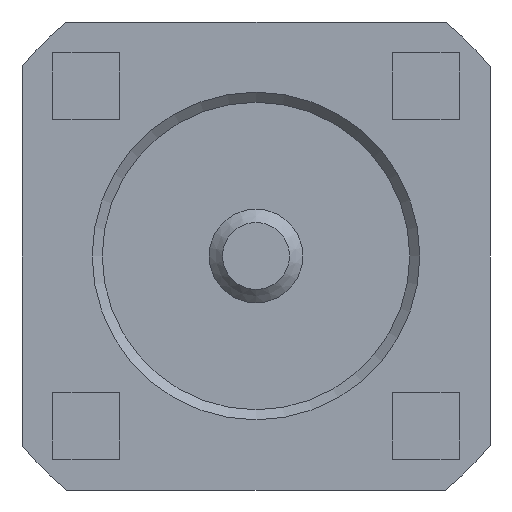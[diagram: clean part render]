
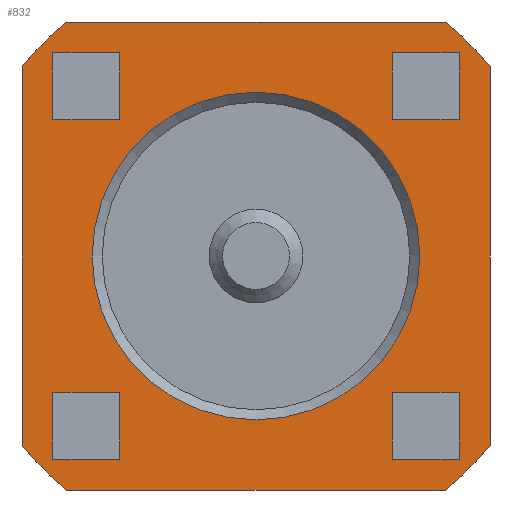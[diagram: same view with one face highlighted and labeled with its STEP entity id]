
A CAD part, front view. The second image highlights one B-rep face of the part: STEP entity #832.
In plain terms, the highlighted planar face has unit normal (0, -1, 0).
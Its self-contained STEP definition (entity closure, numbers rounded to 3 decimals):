
#25=LINE('',#1275,#97);
#29=LINE('',#1287,#101);
#33=LINE('',#1299,#105);
#37=LINE('',#1311,#109);
#40=LINE('',#1321,#112);
#41=LINE('',#1324,#113);
#42=LINE('',#1326,#114);
#43=LINE('',#1328,#115);
#44=LINE('',#1329,#116);
#45=LINE('',#1332,#117);
#46=LINE('',#1334,#118);
#47=LINE('',#1336,#119);
#48=LINE('',#1337,#120);
#49=LINE('',#1340,#121);
#50=LINE('',#1342,#122);
#51=LINE('',#1344,#123);
#52=LINE('',#1345,#124);
#53=LINE('',#1348,#125);
#54=LINE('',#1350,#126);
#55=LINE('',#1352,#127);
#97=VECTOR('',#1027,1000.);
#101=VECTOR('',#1039,1000.);
#105=VECTOR('',#1051,1000.);
#109=VECTOR('',#1063,1000.);
#112=VECTOR('',#1076,1000.);
#113=VECTOR('',#1077,1000.);
#114=VECTOR('',#1078,1000.);
#115=VECTOR('',#1079,1000.);
#116=VECTOR('',#1080,1000.);
#117=VECTOR('',#1081,1000.);
#118=VECTOR('',#1082,1000.);
#119=VECTOR('',#1083,1000.);
#120=VECTOR('',#1084,1000.);
#121=VECTOR('',#1085,1000.);
#122=VECTOR('',#1086,1000.);
#123=VECTOR('',#1087,1000.);
#124=VECTOR('',#1088,1000.);
#125=VECTOR('',#1089,1000.);
#126=VECTOR('',#1090,1000.);
#127=VECTOR('',#1091,1000.);
#187=PLANE('',#922);
#280=ORIENTED_EDGE('',*,*,#431,.F.);
#281=ORIENTED_EDGE('',*,*,#471,.T.);
#282=ORIENTED_EDGE('',*,*,#472,.T.);
#283=ORIENTED_EDGE('',*,*,#473,.T.);
#284=ORIENTED_EDGE('',*,*,#474,.T.);
#285=ORIENTED_EDGE('',*,*,#475,.T.);
#286=ORIENTED_EDGE('',*,*,#476,.T.);
#287=ORIENTED_EDGE('',*,*,#477,.T.);
#288=ORIENTED_EDGE('',*,*,#478,.T.);
#289=ORIENTED_EDGE('',*,*,#479,.T.);
#290=ORIENTED_EDGE('',*,*,#480,.T.);
#291=ORIENTED_EDGE('',*,*,#481,.T.);
#292=ORIENTED_EDGE('',*,*,#482,.T.);
#293=ORIENTED_EDGE('',*,*,#483,.T.);
#294=ORIENTED_EDGE('',*,*,#484,.T.);
#295=ORIENTED_EDGE('',*,*,#485,.T.);
#296=ORIENTED_EDGE('',*,*,#486,.T.);
#297=ORIENTED_EDGE('',*,*,#448,.F.);
#298=ORIENTED_EDGE('',*,*,#469,.F.);
#299=ORIENTED_EDGE('',*,*,#466,.F.);
#300=ORIENTED_EDGE('',*,*,#463,.F.);
#301=ORIENTED_EDGE('',*,*,#460,.F.);
#302=ORIENTED_EDGE('',*,*,#457,.F.);
#303=ORIENTED_EDGE('',*,*,#454,.F.);
#304=ORIENTED_EDGE('',*,*,#451,.F.);
#431=EDGE_CURVE('',#539,#539,#617,.T.);
#448=EDGE_CURVE('',#556,#557,#25,.T.);
#451=EDGE_CURVE('',#557,#559,#631,.T.);
#454=EDGE_CURVE('',#559,#561,#29,.T.);
#457=EDGE_CURVE('',#561,#563,#633,.T.);
#460=EDGE_CURVE('',#563,#565,#33,.T.);
#463=EDGE_CURVE('',#565,#567,#635,.T.);
#466=EDGE_CURVE('',#567,#569,#37,.T.);
#469=EDGE_CURVE('',#569,#556,#637,.T.);
#471=EDGE_CURVE('',#571,#572,#40,.T.);
#472=EDGE_CURVE('',#572,#573,#41,.T.);
#473=EDGE_CURVE('',#573,#574,#42,.T.);
#474=EDGE_CURVE('',#574,#571,#43,.T.);
#475=EDGE_CURVE('',#575,#576,#44,.T.);
#476=EDGE_CURVE('',#576,#577,#45,.T.);
#477=EDGE_CURVE('',#577,#578,#46,.T.);
#478=EDGE_CURVE('',#578,#575,#47,.T.);
#479=EDGE_CURVE('',#579,#580,#48,.T.);
#480=EDGE_CURVE('',#580,#581,#49,.T.);
#481=EDGE_CURVE('',#581,#582,#50,.T.);
#482=EDGE_CURVE('',#582,#579,#51,.T.);
#483=EDGE_CURVE('',#583,#584,#52,.T.);
#484=EDGE_CURVE('',#584,#585,#53,.T.);
#485=EDGE_CURVE('',#585,#586,#54,.T.);
#486=EDGE_CURVE('',#586,#583,#55,.T.);
#539=VERTEX_POINT('',#1231);
#556=VERTEX_POINT('',#1274);
#557=VERTEX_POINT('',#1276);
#559=VERTEX_POINT('',#1282);
#561=VERTEX_POINT('',#1288);
#563=VERTEX_POINT('',#1294);
#565=VERTEX_POINT('',#1300);
#567=VERTEX_POINT('',#1306);
#569=VERTEX_POINT('',#1312);
#571=VERTEX_POINT('',#1322);
#572=VERTEX_POINT('',#1323);
#573=VERTEX_POINT('',#1325);
#574=VERTEX_POINT('',#1327);
#575=VERTEX_POINT('',#1330);
#576=VERTEX_POINT('',#1331);
#577=VERTEX_POINT('',#1333);
#578=VERTEX_POINT('',#1335);
#579=VERTEX_POINT('',#1338);
#580=VERTEX_POINT('',#1339);
#581=VERTEX_POINT('',#1341);
#582=VERTEX_POINT('',#1343);
#583=VERTEX_POINT('',#1346);
#584=VERTEX_POINT('',#1347);
#585=VERTEX_POINT('',#1349);
#586=VERTEX_POINT('',#1351);
#617=CIRCLE('',#882,1.225);
#631=CIRCLE('',#907,2.25);
#633=CIRCLE('',#911,2.25);
#635=CIRCLE('',#915,2.25);
#637=CIRCLE('',#919,2.25);
#684=EDGE_LOOP('',(#280));
#685=EDGE_LOOP('',(#281,#282,#283,#284));
#686=EDGE_LOOP('',(#285,#286,#287,#288));
#687=EDGE_LOOP('',(#289,#290,#291,#292));
#688=EDGE_LOOP('',(#293,#294,#295,#296));
#689=EDGE_LOOP('',(#297,#298,#299,#300,#301,#302,#303,#304));
#762=FACE_BOUND('',#684,.T.);
#763=FACE_BOUND('',#685,.T.);
#764=FACE_BOUND('',#686,.T.);
#765=FACE_BOUND('',#687,.T.);
#766=FACE_BOUND('',#688,.T.);
#767=FACE_BOUND('',#689,.T.);
#832=ADVANCED_FACE('',(#762,#763,#764,#765,#766,#767),#187,.F.);
#882=AXIS2_PLACEMENT_3D('',#1230,#976,#977);
#907=AXIS2_PLACEMENT_3D('',#1281,#1032,#1033);
#911=AXIS2_PLACEMENT_3D('',#1293,#1044,#1045);
#915=AXIS2_PLACEMENT_3D('',#1305,#1056,#1057);
#919=AXIS2_PLACEMENT_3D('',#1317,#1068,#1069);
#922=AXIS2_PLACEMENT_3D('',#1320,#1074,#1075);
#976=DIRECTION('',(0.,-1.,0.));
#977=DIRECTION('',(1.,0.,0.));
#1027=DIRECTION('',(0.,0.,1.));
#1032=DIRECTION('',(0.,1.,0.));
#1033=DIRECTION('',(1.,0.,0.));
#1039=DIRECTION('',(1.,0.,0.));
#1044=DIRECTION('',(0.,1.,0.));
#1045=DIRECTION('',(1.,0.,0.));
#1051=DIRECTION('',(0.,0.,-1.));
#1056=DIRECTION('',(0.,1.,0.));
#1057=DIRECTION('',(1.,0.,0.));
#1063=DIRECTION('',(-1.,0.,0.));
#1068=DIRECTION('',(0.,1.,0.));
#1069=DIRECTION('',(1.,0.,0.));
#1074=DIRECTION('',(0.,1.,0.));
#1075=DIRECTION('',(0.,0.,1.));
#1076=DIRECTION('',(-1.,0.,0.));
#1077=DIRECTION('',(0.,0.,1.));
#1078=DIRECTION('',(1.,0.,0.));
#1079=DIRECTION('',(0.,0.,-1.));
#1080=DIRECTION('',(-1.,0.,0.));
#1081=DIRECTION('',(0.,0.,1.));
#1082=DIRECTION('',(1.,0.,0.));
#1083=DIRECTION('',(0.,0.,-1.));
#1084=DIRECTION('',(-1.,0.,0.));
#1085=DIRECTION('',(0.,0.,1.));
#1086=DIRECTION('',(1.,0.,0.));
#1087=DIRECTION('',(0.,0.,-1.));
#1088=DIRECTION('',(-1.,0.,0.));
#1089=DIRECTION('',(0.,0.,1.));
#1090=DIRECTION('',(1.,0.,0.));
#1091=DIRECTION('',(0.,0.,-1.));
#1230=CARTESIAN_POINT('',(0.,1.,0.));
#1231=CARTESIAN_POINT('',(1.225,1.,0.));
#1274=CARTESIAN_POINT('',(-1.75,1.,-1.414));
#1275=CARTESIAN_POINT('',(-1.75,1.,-1.414));
#1276=CARTESIAN_POINT('',(-1.75,1.,1.414));
#1281=CARTESIAN_POINT('',(0.,1.,0.));
#1282=CARTESIAN_POINT('',(-1.414,1.,1.75));
#1287=CARTESIAN_POINT('',(-1.414,1.,1.75));
#1288=CARTESIAN_POINT('',(1.414,1.,1.75));
#1293=CARTESIAN_POINT('',(0.,1.,0.));
#1294=CARTESIAN_POINT('',(1.75,1.,1.414));
#1299=CARTESIAN_POINT('',(1.75,1.,1.414));
#1300=CARTESIAN_POINT('',(1.75,1.,-1.414));
#1305=CARTESIAN_POINT('',(0.,1.,0.));
#1306=CARTESIAN_POINT('',(1.414,1.,-1.75));
#1311=CARTESIAN_POINT('',(1.414,1.,-1.75));
#1312=CARTESIAN_POINT('',(-1.414,1.,-1.75));
#1317=CARTESIAN_POINT('',(0.,1.,0.));
#1320=CARTESIAN_POINT('',(0.,1.,0.));
#1321=CARTESIAN_POINT('',(-1.02,1.,-1.52));
#1322=CARTESIAN_POINT('',(-1.02,1.,-1.52));
#1323=CARTESIAN_POINT('',(-1.52,1.,-1.52));
#1324=CARTESIAN_POINT('',(-1.52,1.,-1.52));
#1325=CARTESIAN_POINT('',(-1.52,1.,-1.02));
#1326=CARTESIAN_POINT('',(-1.52,1.,-1.02));
#1327=CARTESIAN_POINT('',(-1.02,1.,-1.02));
#1328=CARTESIAN_POINT('',(-1.02,1.,-1.02));
#1329=CARTESIAN_POINT('',(-1.02,1.,1.02));
#1330=CARTESIAN_POINT('',(-1.02,1.,1.02));
#1331=CARTESIAN_POINT('',(-1.52,1.,1.02));
#1332=CARTESIAN_POINT('',(-1.52,1.,1.02));
#1333=CARTESIAN_POINT('',(-1.52,1.,1.52));
#1334=CARTESIAN_POINT('',(-1.52,1.,1.52));
#1335=CARTESIAN_POINT('',(-1.02,1.,1.52));
#1336=CARTESIAN_POINT('',(-1.02,1.,1.52));
#1337=CARTESIAN_POINT('',(1.52,1.,-1.52));
#1338=CARTESIAN_POINT('',(1.52,1.,-1.52));
#1339=CARTESIAN_POINT('',(1.02,1.,-1.52));
#1340=CARTESIAN_POINT('',(1.02,1.,-1.52));
#1341=CARTESIAN_POINT('',(1.02,1.,-1.02));
#1342=CARTESIAN_POINT('',(1.02,1.,-1.02));
#1343=CARTESIAN_POINT('',(1.52,1.,-1.02));
#1344=CARTESIAN_POINT('',(1.52,1.,-1.02));
#1345=CARTESIAN_POINT('',(1.52,1.,1.02));
#1346=CARTESIAN_POINT('',(1.52,1.,1.02));
#1347=CARTESIAN_POINT('',(1.02,1.,1.02));
#1348=CARTESIAN_POINT('',(1.02,1.,1.02));
#1349=CARTESIAN_POINT('',(1.02,1.,1.52));
#1350=CARTESIAN_POINT('',(1.02,1.,1.52));
#1351=CARTESIAN_POINT('',(1.52,1.,1.52));
#1352=CARTESIAN_POINT('',(1.52,1.,1.52));
